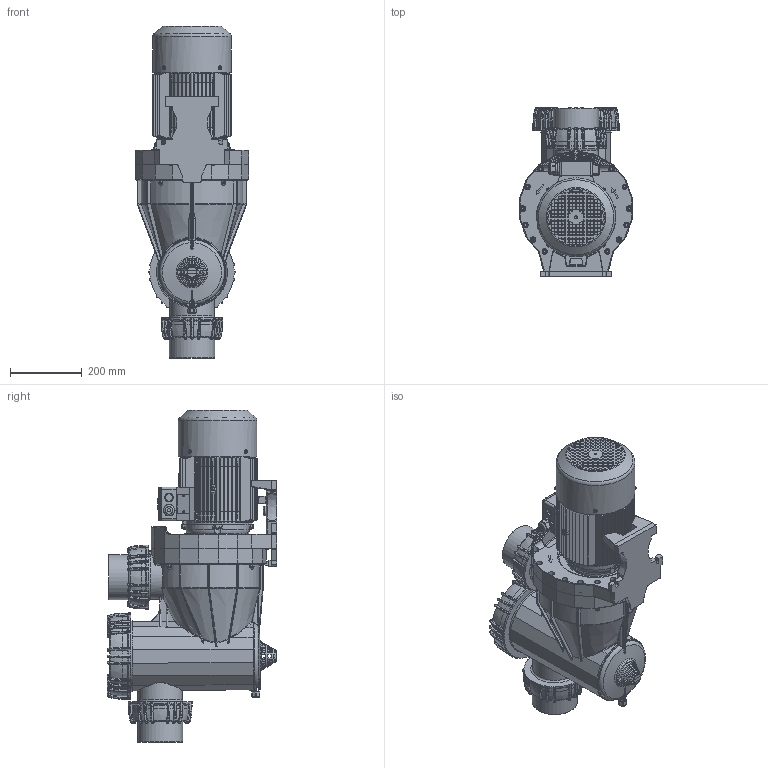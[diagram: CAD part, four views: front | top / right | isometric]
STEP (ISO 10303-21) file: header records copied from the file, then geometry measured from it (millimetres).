
FILE_DESCRIPTION(/* description */ (''),/* implementation_level */ '2;1');
FILE_NAME(/* name */ 'BADU Resort 50-110.stp',/* time_stamp */ '2019-01-25T11:18:09+01:00',/* author */ ('czeitz'),/* organization */ (''),/* preprocessor_version */ 'ST-DEVELOPER v17',/* originating_system */ 'Autodesk Inventor 2018',/* authorisation */ '');
FILE_SCHEMA (('AUTOMOTIVE_DESIGN { 1 0 10303 214 3 1 1 }'));
Length unit declared in the file: millimetre
Products named in the file (1): Gehäuse _ BADU Resort 50-110
Bounding box: 315.02 x 473 x 924.5 mm (x, y, z)
Volume: 43422352.8 mm3; surface area: 1781548.4 mm2
Topology: 1 solids, 1 shells, 5966 faces, 16443 edges, 10734 vertices
Faces by surface type: plane 2596, cylinder 1595, bspline 1041, torus 314, cone 314, sphere 106
Full cylindrical faces by diameter (mm): 2.9 x4, 4.65 x1, 5.3 x5, 5.795 x8, 6.5 x4, 7.5 x2, 8 x1, 8.9 x1, 9 x1, 9.4 x4, 9.5 x4, 11.2 x4, 12 x16, 12.826 x1, 15 x4, 16 x11, 16.5 x1, 17.2 x1, 21 x1, 26 x1, 26.9 x1, 30 x1, 124 x1, 126 x2, 130 x2, 160 x1, 174 x1, 207 x1, 219 x1
Entity records: 237143 total; most frequent: CARTESIAN_POINT 85737, ORIENTED_EDGE 32728, DIRECTION 29270, EDGE_CURVE 16364, VERTEX_POINT 10734, AXIS2_PLACEMENT_3D 10691, LINE 7888, VECTOR 7888
